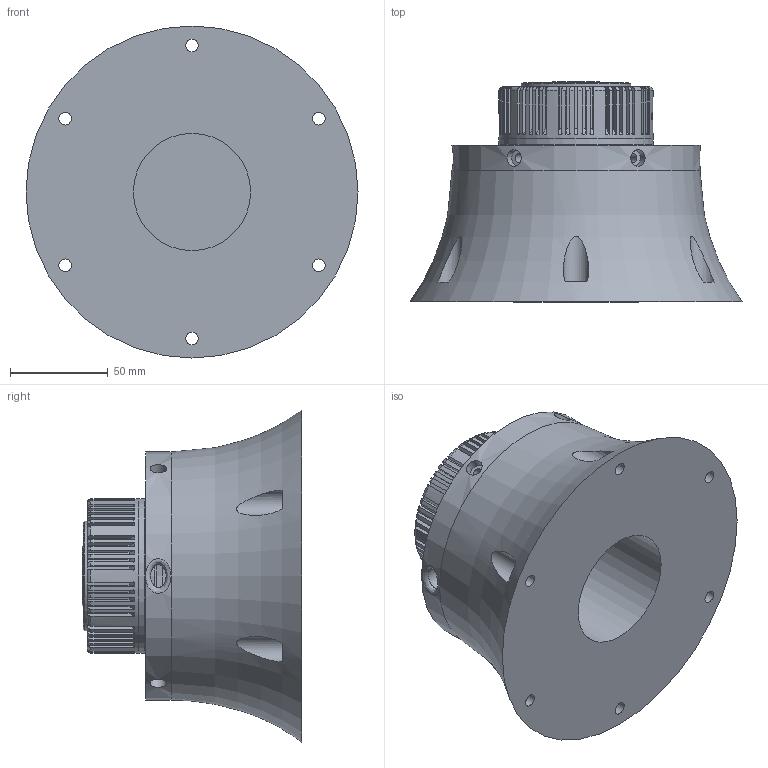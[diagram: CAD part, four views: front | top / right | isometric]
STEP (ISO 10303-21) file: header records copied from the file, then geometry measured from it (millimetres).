
FILE_DESCRIPTION(/* description */ (''),/* implementation_level */ '2;1');
FILE_NAME(/* name */ 'Assembly_base1.step',/* time_stamp */ '2024-03-25T14:02:54+01:00',/* author */ (''),/* organization */ (''),/* preprocessor_version */ 'ST-DEVELOPER v20',/* originating_system */ 'Autodesk Translation Framework v12.20.1.177',/* authorisation */ '');
FILE_SCHEMA (('AUTOMOTIVE_DESIGN { 1 0 10303 214 3 1 1 }'));
Length unit declared in the file: millimetre
Products named in the file (4): (Unsaved); base_link v1; base1 v1; X6-8 v1
Assembly tree (3 placements, depth 2):
  (Unsaved)
    base_link v1
    base1 v1
    X6-8 v1
Bounding box: 170 x 112.5 x 170 mm (x, y, z)
Volume: 991688.7 mm3; surface area: 149812.4 mm2
Topology: 2 solids, 10 shells, 460 faces, 1381 edges, 948 vertices
Faces by surface type: cylinder 169, plane 154, cone 81, torus 45, bspline 11
Full cylindrical faces by diameter (mm): 1.6 x2, 2 x2, 2.2 x8, 2.5 x6, 2.6 x6, 2.7 x2, 3 x1, 3.3 x12, 3.6 x2, 4.5 x16, 4.8 x2, 5.2 x6, 6.4 x6, 8.5 x11, 26 x1, 31 x1, 32 x1, 56 x1, 56.6 x1, 60 x2, 67 x1, 79 x2, 92 x2
Entity records: 18409 total; most frequent: CARTESIAN_POINT 5093, DIRECTION 2803, ORIENTED_EDGE 2566, EDGE_CURVE 1381, AXIS2_PLACEMENT_3D 1143, VERTEX_POINT 948, CIRCLE 595, EDGE_LOOP 573
